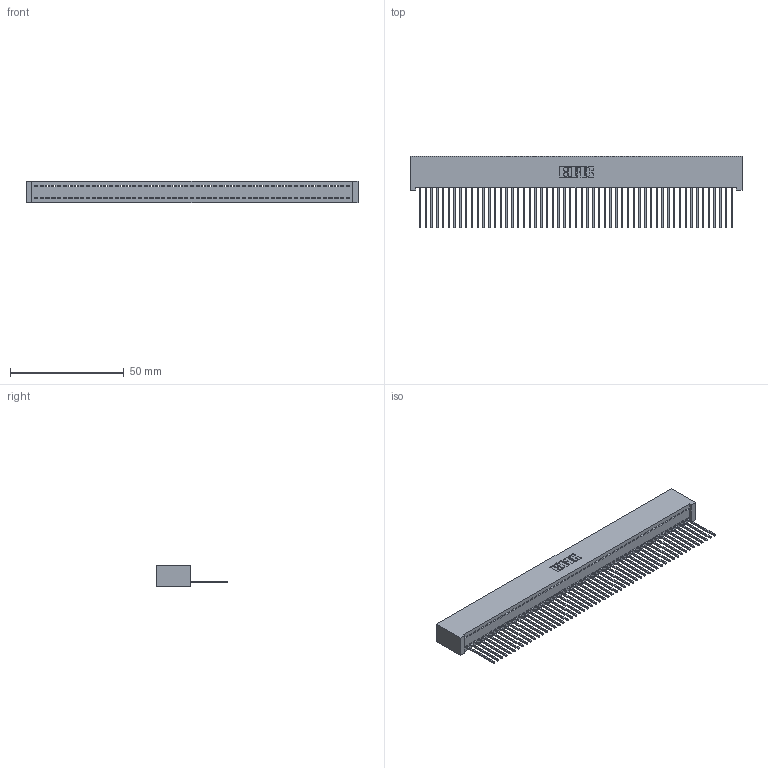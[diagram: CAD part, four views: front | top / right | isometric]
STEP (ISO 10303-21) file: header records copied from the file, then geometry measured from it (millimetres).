
FILE_DESCRIPTION (( 'STEP AP203' ), '1' );
FILE_NAME ('392-055-542-101.STEP', '2018-08-17T11:18:32', ( '' ), ( '' ), 'SwSTEP 2.0', 'SolidWorks 2016', '' );
FILE_SCHEMA (( 'CONFIG_CONTROL_DESIGN' ));
Length unit declared in the file: inch
Products named in the file (3): 392-055-542-101; 342 Part_Lugless; 345-292-001_345-293-142
Assembly tree (56 placements, depth 2):
  392-055-542-101
    342 Part_Lugless
    345-292-001_345-293-142  x55
Bounding box: 145.95 x 31.63 x 9.4 mm (x, y, z)
Volume: 13376 mm3; surface area: 20954.4 mm2
Topology: 56 solids, 56 shells, 3292 faces, 9955 edges, 6562 vertices
Faces by surface type: plane 2372, cylinder 920
Entity records: 31551 total; most frequent: CARTESIAN_POINT 5447, ORIENTED_EDGE 5438, DIRECTION 4561, EDGE_CURVE 2719, LINE 2599, VECTOR 2599, VERTEX_POINT 1810, AXIS2_PLACEMENT_3D 981
